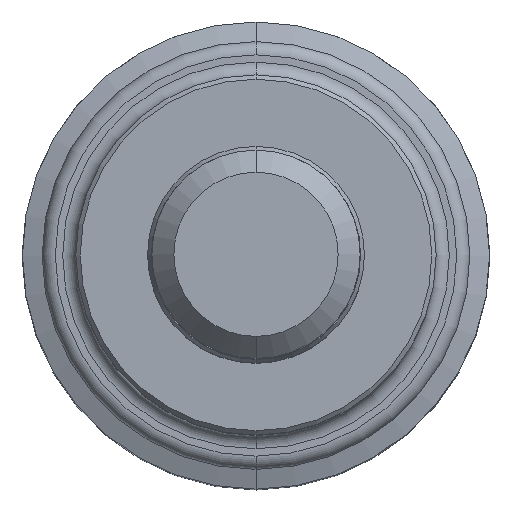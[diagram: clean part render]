
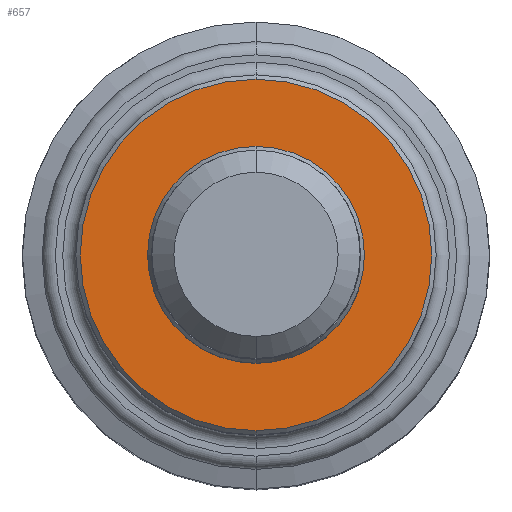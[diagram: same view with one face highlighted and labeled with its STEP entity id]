
A CAD part, top view. The second image highlights one B-rep face of the part: STEP entity #657.
In plain terms, the highlighted face is planar.
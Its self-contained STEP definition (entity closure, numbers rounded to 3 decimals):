
#222=CARTESIAN_POINT('',(0.,0.,0.));
#223=DIRECTION('',(0.,1.,0.));
#224=DIRECTION('',(0.,0.,1.));
#225=AXIS2_PLACEMENT_3D('',#222,#223,#224);
#230=CARTESIAN_POINT('',(0.,0.,0.));
#231=DIRECTION('',(0.,-1.,0.));
#232=DIRECTION('',(0.,0.,1.));
#233=AXIS2_PLACEMENT_3D('',#230,#231,#232);
#238=CARTESIAN_POINT('',(0.,0.,0.));
#239=DIRECTION('',(0.,-1.,0.));
#240=DIRECTION('',(0.,0.,1.));
#241=AXIS2_PLACEMENT_3D('',#238,#239,#240);
#253=CARTESIAN_POINT('',(0.,0.,0.));
#254=DIRECTION('',(0.,1.,0.));
#255=DIRECTION('',(0.,0.,1.));
#256=AXIS2_PLACEMENT_3D('',#253,#254,#255);
#411=CARTESIAN_POINT('',(0.,0.,10.121));
#413=VERTEX_POINT('',#411);
#414=CARTESIAN_POINT('',(0.,0.,6.245));
#416=VERTEX_POINT('',#414);
#427=CARTESIAN_POINT('',(0.,0.,-10.121));
#429=VERTEX_POINT('',#427);
#430=CARTESIAN_POINT('',(0.,0.,-6.245));
#432=VERTEX_POINT('',#430);
#642=CARTESIAN_POINT('',(0.,0.,0.));
#643=DIRECTION('',(0.,-1.,0.));
#644=DIRECTION('',(0.,0.,1.));
#645=AXIS2_PLACEMENT_3D('',#642,#643,#644);
#646=PLANE('',#645);
#647=ORIENTED_EDGE('',*,*,#624,.T.);
#648=ORIENTED_EDGE('',*,*,#635,.F.);
#649=EDGE_LOOP('',(#647,#648));
#650=FACE_OUTER_BOUND('',#649,.F.);
#652=ORIENTED_EDGE('',*,*,#651,.T.);
#654=ORIENTED_EDGE('',*,*,#653,.F.);
#655=EDGE_LOOP('',(#652,#654));
#656=FACE_BOUND('',#655,.F.);
#657=ADVANCED_FACE('',(#650,#656),#646,.T.);
#226=CIRCLE('',#225,10.121);
#234=CIRCLE('',#233,10.121);
#242=CIRCLE('',#241,6.245);
#257=CIRCLE('',#256,6.245);
#624=EDGE_CURVE('',#413,#429,#226,.T.);
#635=EDGE_CURVE('',#413,#429,#234,.T.);
#651=EDGE_CURVE('',#416,#432,#242,.T.);
#653=EDGE_CURVE('',#416,#432,#257,.T.);
